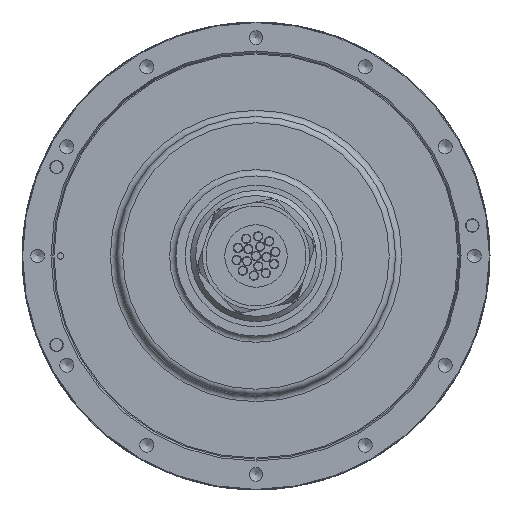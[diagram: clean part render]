
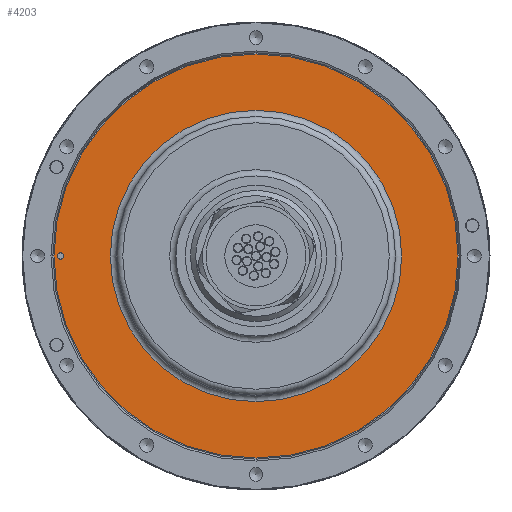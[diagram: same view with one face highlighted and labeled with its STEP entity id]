
A CAD part, left-side view. The second image highlights one B-rep face of the part: STEP entity #4203.
In plain terms, the highlighted planar face has unit normal (-1, 0, 0).
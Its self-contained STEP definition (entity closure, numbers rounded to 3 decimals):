
#263=FACE_BOUND('',#1370,.T.);
#264=FACE_BOUND('',#1371,.T.);
#875=PLANE('',#4597);
#1072=FACE_OUTER_BOUND('',#1369,.T.);
#1369=EDGE_LOOP('',(#3280));
#1370=EDGE_LOOP('',(#3281));
#1371=EDGE_LOOP('',(#3282));
#1622=CIRCLE('',#4452,97.14);
#1623=CIRCLE('',#4454,1.5);
#1701=CIRCLE('',#4596,70.05);
#1896=VERTEX_POINT('',#6394);
#1897=VERTEX_POINT('',#6397);
#2000=VERTEX_POINT('',#6828);
#2326=EDGE_CURVE('',#1896,#1896,#1622,.T.);
#2327=EDGE_CURVE('',#1897,#1897,#1623,.T.);
#2476=EDGE_CURVE('',#2000,#2000,#1701,.T.);
#3280=ORIENTED_EDGE('',*,*,#2326,.F.);
#3281=ORIENTED_EDGE('',*,*,#2327,.T.);
#3282=ORIENTED_EDGE('',*,*,#2476,.F.);
#4203=ADVANCED_FACE('',(#1072,#263,#264),#875,.T.);
#4452=AXIS2_PLACEMENT_3D('',#6395,#5038,#5039);
#4454=AXIS2_PLACEMENT_3D('',#6398,#5042,#5043);
#4596=AXIS2_PLACEMENT_3D('',#6830,#5385,#5386);
#4597=AXIS2_PLACEMENT_3D('',#6831,#5387,#5388);
#5038=DIRECTION('center_axis',(1.,0.,0.));
#5039=DIRECTION('ref_axis',(0.,-1.,0.));
#5042=DIRECTION('center_axis',(1.,0.,0.));
#5043=DIRECTION('ref_axis',(0.,0.,1.));
#5385=DIRECTION('center_axis',(-1.,0.,0.));
#5386=DIRECTION('ref_axis',(0.,-1.,0.));
#5387=DIRECTION('center_axis',(-1.,0.,0.));
#5388=DIRECTION('ref_axis',(0.,0.,1.));
#6394=CARTESIAN_POINT('',(-394.5,97.14,0.));
#6395=CARTESIAN_POINT('Origin',(-394.5,0.,
0.));
#6397=CARTESIAN_POINT('',(-394.5,94.,1.5));
#6398=CARTESIAN_POINT('Origin',(-394.5,94.,0.));
#6828=CARTESIAN_POINT('',(-394.5,0.,70.05));
#6830=CARTESIAN_POINT('Origin',(-394.5,0.,
0.));
#6831=CARTESIAN_POINT('Origin',(-394.5,97.64,0.));
